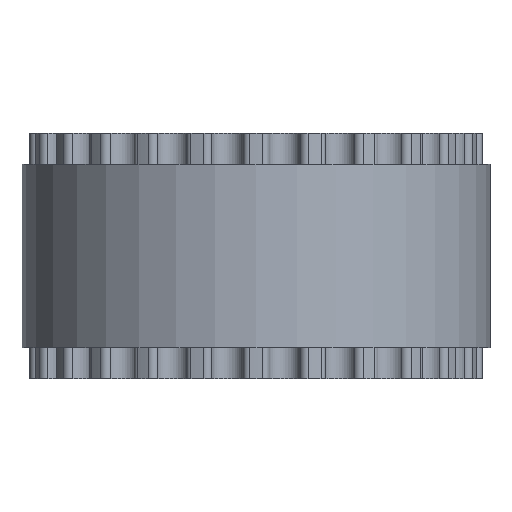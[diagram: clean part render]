
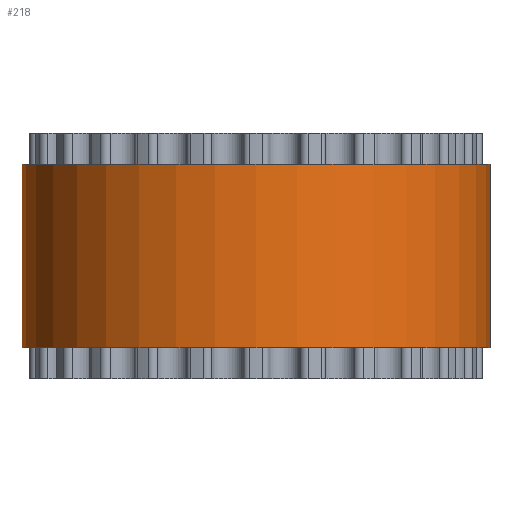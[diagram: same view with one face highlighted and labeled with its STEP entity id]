
A CAD part, front view. The second image highlights one B-rep face of the part: STEP entity #218.
In plain terms, the highlighted cylindrical face has radius 7.639 mm (diameter 15.279 mm), a full revolution.
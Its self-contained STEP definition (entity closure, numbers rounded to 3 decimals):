
#97=FACE_BOUND('',#512,.T.);
#98=FACE_BOUND('',#513,.T.);
#218=ADVANCED_FACE('',(#97,#98),#315,.T.);
#315=CYLINDRICAL_SURFACE('',#2255,7.639);
#512=EDGE_LOOP('',(#1282));
#513=EDGE_LOOP('',(#1283));
#1282=ORIENTED_EDGE('',*,*,#1766,.T.);
#1283=ORIENTED_EDGE('',*,*,#1767,.T.);
#1476=VERTEX_POINT('',#3520);
#1477=VERTEX_POINT('',#3522);
#1766=EDGE_CURVE('',#1476,#1476,#1960,.T.);
#1767=EDGE_CURVE('',#1477,#1477,#1961,.T.);
#1960=CIRCLE('',#2253,7.639);
#1961=CIRCLE('',#2254,7.639);
#2253=AXIS2_PLACEMENT_3D('',#3519,#2934,#2935);
#2254=AXIS2_PLACEMENT_3D('',#3521,#2936,#2937);
#2255=AXIS2_PLACEMENT_3D('',#3523,#2938,#2939);
#2934=DIRECTION('',(0.,0.,1.));
#2935=DIRECTION('',(1.,0.,0.));
#2936=DIRECTION('',(0.,0.,-1.));
#2937=DIRECTION('',(1.,0.,0.));
#2938=DIRECTION('',(0.,0.,1.));
#2939=DIRECTION('',(1.,0.,0.));
#3519=CARTESIAN_POINT('',(0.,0.,1.));
#3520=CARTESIAN_POINT('',(7.639,0.,1.));
#3521=CARTESIAN_POINT('',(0.,0.,7.));
#3522=CARTESIAN_POINT('',(7.639,0.,7.));
#3523=CARTESIAN_POINT('',(0.,0.,1.));
